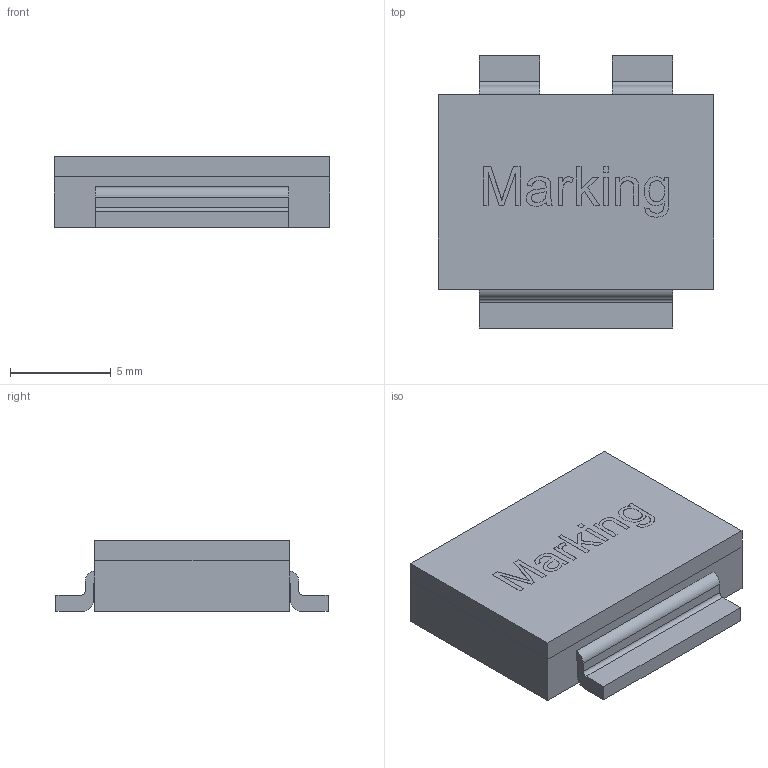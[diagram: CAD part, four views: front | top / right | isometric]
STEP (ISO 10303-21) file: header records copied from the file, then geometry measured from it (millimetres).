
FILE_DESCRIPTION( ( 'Unknown' ), '1' );
FILE_NAME( '74431435xxx.stp', 'Unknown', ( 'Unknown' ), ( 'Unknown' ), 'PSStep 19.0.9', 'Unknown', ' ' );
FILE_SCHEMA( ( 'AUTOMOTIVE_DESIGN { 1 0 10303 214 1 1 1 1 }' ) );
Length unit declared in the file: millimetre
Products named in the file (4): Assem1; Base; contact; Cover
Assembly tree (3 placements, depth 2):
  Assem1
    Base
    contact
    Cover
Bounding box: 13.65 x 13.5 x 3.5 mm (x, y, z)
Volume: 536.1 mm3; surface area: 999.7 mm2
Topology: 3 solids, 3 shells, 118 faces, 306 edges, 204 vertices
Faces by surface type: plane 90, extrusion 16, cylinder 12
Entity records: 5216 total; most frequent: CARTESIAN_POINT 1532, ORIENTED_EDGE 610, DIRECTION 433, EDGE_CURVE 305, VERTEX_POINT 204, VECTOR 173, LINE 157, B_SPLINE_CURVE_WITH_KNOTS 140
